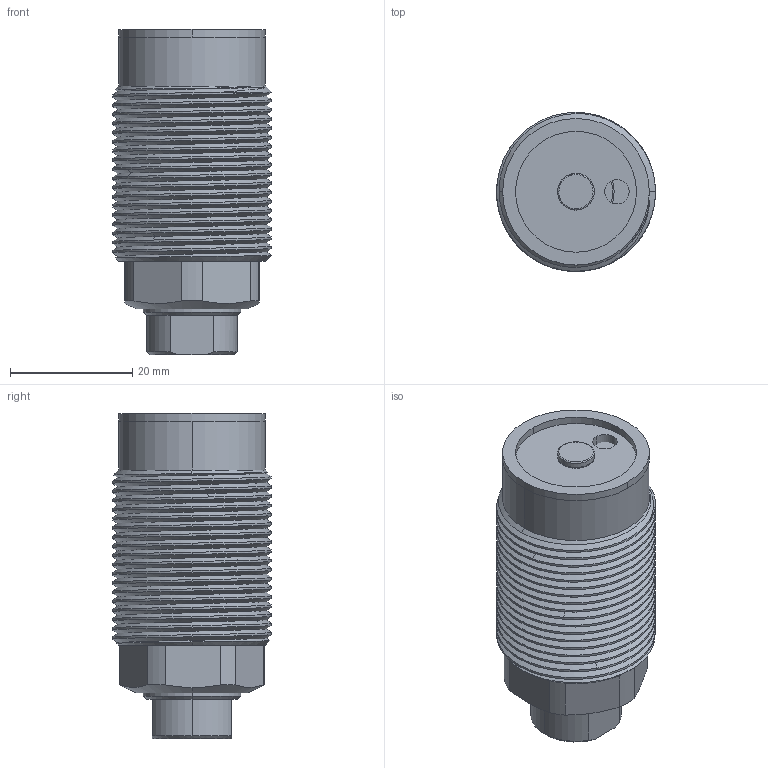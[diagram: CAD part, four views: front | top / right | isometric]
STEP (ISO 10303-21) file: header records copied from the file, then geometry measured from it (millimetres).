
FILE_DESCRIPTION (( 'STEP AP214' ), '1' );
FILE_NAME ('ctc-16b_asm.STEP', '2020-12-25T02:57:59', ( 'PC' ), ( '' ), 'SwSTEP 2.0', 'SolidWorks 2016', '' );
FILE_SCHEMA (( 'AUTOMOTIVE_DESIGN' ));
Length unit declared in the file: millimetre
Products named in the file (6): CTC-16DP; CTC-16AMD; CTC-16AHG; CTC-16BHSG; CTC-16ABT; ctc-16b_asm
Assembly tree (5 placements, depth 2):
  ctc-16b_asm
    CTC-16ABT
    CTC-16BHSG
    CTC-16AHG
    CTC-16AMD
    CTC-16DP
Bounding box: 26 x 26 x 53.3 mm (x, y, z)
Volume: 18456.4 mm3; surface area: 14800.5 mm2
Topology: 5 solids, 5 shells, 160 faces, 478 edges, 337 vertices
Faces by surface type: cylinder 94, plane 29, cone 17, bspline 16, torus 4
Entity records: 11748 total; most frequent: CARTESIAN_POINT 7552, ORIENTED_EDGE 952, DIRECTION 652, EDGE_CURVE 476, VERTEX_POINT 337, AXIS2_PLACEMENT_3D 261, B_SPLINE_CURVE_WITH_KNOTS 237, EDGE_LOOP 179
